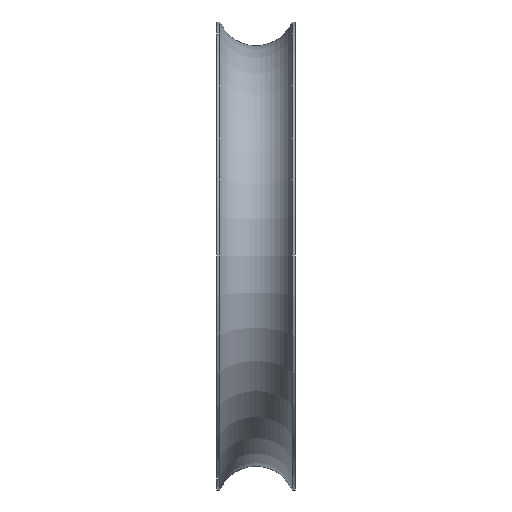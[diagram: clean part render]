
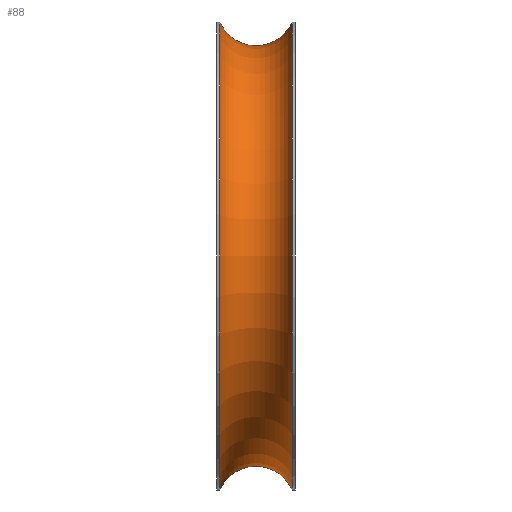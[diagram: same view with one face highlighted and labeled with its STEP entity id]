
A CAD part, front view. The second image highlights one B-rep face of the part: STEP entity #88.
In plain terms, the highlighted toroidal (fillet/blend) face has major radius 19 mm and minor radius 3 mm.
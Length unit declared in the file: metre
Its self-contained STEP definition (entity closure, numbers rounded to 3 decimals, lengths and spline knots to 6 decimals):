
#88 = ADVANCED_FACE( 'NONE', ( #213, #214 ), #215, .F. );
#213 = FACE_OUTER_BOUND( '', #356, .T. );
#214 = FACE_OUTER_BOUND( '', #357, .T. );
#215 = TOROIDAL_SURFACE( '', #358, 0.019, 0.003 );
#356 = EDGE_LOOP( '', ( #597 ) );
#357 = EDGE_LOOP( '', ( #598 ) );
#358 = AXIS2_PLACEMENT_3D( '', #599, #600, #601 );
#597 = ORIENTED_EDGE( '', *, *, #889, .T. );
#598 = ORIENTED_EDGE( '', *, *, #890, .F. );
#599 = CARTESIAN_POINT( '', ( 0., 0., 0. ) );
#600 = DIRECTION( '', ( -1., 0., 0. ) );
#601 = DIRECTION( '', ( 0., 0., 1. ) );
#889 = EDGE_CURVE( 'NONE', #1097, #1097, #1098, .T. );
#890 = EDGE_CURVE( 'NONE', #1099, #1099, #1100, .T. );
#1097 = VERTEX_POINT( '', #1356 );
#1098 = CIRCLE( '', #1357, 0.017801 );
#1099 = VERTEX_POINT( '', #1358 );
#1100 = CIRCLE( '', #1359, 0.017801 );
#1356 = CARTESIAN_POINT( '', ( 0.00275, 0., 0.017801 ) );
#1357 = AXIS2_PLACEMENT_3D( '', #1571, #1572, #1573 );
#1358 = CARTESIAN_POINT( '', ( -0.00275, 0., 0.017801 ) );
#1359 = AXIS2_PLACEMENT_3D( '', #1574, #1575, #1576 );
#1571 = CARTESIAN_POINT( '', ( 0.00275, 0., 0. ) );
#1572 = DIRECTION( '', ( -1., 0., 0. ) );
#1573 = DIRECTION( '', ( 0., 0., 1. ) );
#1574 = CARTESIAN_POINT( '', ( -0.00275, 0., 0. ) );
#1575 = DIRECTION( '', ( -1., 0., 0. ) );
#1576 = DIRECTION( '', ( 0., 0., 1. ) );
